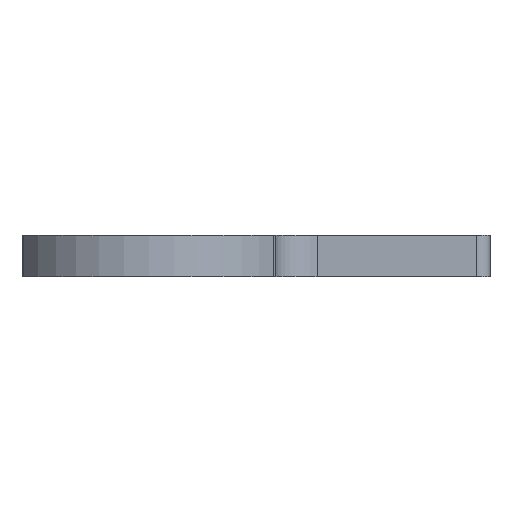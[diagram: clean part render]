
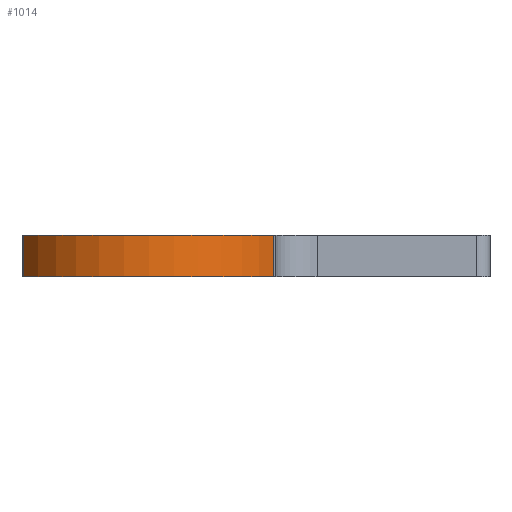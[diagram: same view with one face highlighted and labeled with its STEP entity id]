
A CAD part, left-side view. The second image highlights one B-rep face of the part: STEP entity #1014.
In plain terms, the highlighted cylindrical face has radius 10.389 mm (diameter 20.778 mm), a partial arc.
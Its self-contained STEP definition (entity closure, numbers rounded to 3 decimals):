
#36 = DIRECTION ( 'NONE',  ( 0., 0., 1. ) ) ;
#54 = DIRECTION ( 'NONE',  ( 0., 0., 1. ) ) ;
#58 = ORIENTED_EDGE ( 'NONE', *, *, #417, .T. ) ;
#95 = AXIS2_PLACEMENT_3D ( 'NONE', #241, #54, #390 ) ;
#123 = DIRECTION ( 'NONE',  ( 1., 0., 0. ) ) ;
#183 = AXIS2_PLACEMENT_3D ( 'NONE', #575, #743, #579 ) ;
#220 = CARTESIAN_POINT ( 'NONE',  ( -42.054, 20.938, 0. ) ) ;
#232 = VECTOR ( 'NONE', #347, 1000. ) ;
#241 = CARTESIAN_POINT ( 'NONE',  ( -36.86, 11.941, 3. ) ) ;
#262 = CARTESIAN_POINT ( 'NONE',  ( -42.054, 2.944, 0. ) ) ;
#276 = CARTESIAN_POINT ( 'NONE',  ( -42.054, 20.938, 0. ) ) ;
#278 = ORIENTED_EDGE ( 'NONE', *, *, #731, .F. ) ;
#279 = FACE_OUTER_BOUND ( 'NONE', #737, .T. ) ;
#291 = VECTOR ( 'NONE', #542, 1000. ) ;
#299 = VERTEX_POINT ( 'NONE', #641 ) ;
#314 = LINE ( 'NONE', #220, #291 ) ;
#339 = AXIS2_PLACEMENT_3D ( 'NONE', #688, #36, #123 ) ;
#347 = DIRECTION ( 'NONE',  ( 0., 0., 1. ) ) ;
#390 = DIRECTION ( 'NONE',  ( 1., 0., 0. ) ) ;
#410 = VERTEX_POINT ( 'NONE', #912 ) ;
#417 = EDGE_CURVE ( 'NONE', #620, #410, #729, .T. ) ;
#498 = LINE ( 'NONE', #262, #232 ) ;
#542 = DIRECTION ( 'NONE',  ( 0., 0., 1. ) ) ;
#545 = CARTESIAN_POINT ( 'NONE',  ( -42.054, 20.938, 3. ) ) ;
#575 = CARTESIAN_POINT ( 'NONE',  ( -36.86, 11.941, 0. ) ) ;
#579 = DIRECTION ( 'NONE',  ( 1., 0., 0. ) ) ;
#606 = CYLINDRICAL_SURFACE ( 'NONE', #339, 10.389 ) ;
#620 = VERTEX_POINT ( 'NONE', #276 ) ;
#641 = CARTESIAN_POINT ( 'NONE',  ( -42.054, 2.944, 3. ) ) ;
#688 = CARTESIAN_POINT ( 'NONE',  ( -36.86, 11.941, 0. ) ) ;
#697 = VERTEX_POINT ( 'NONE', #545 ) ;
#702 = ORIENTED_EDGE ( 'NONE', *, *, #940, .T. ) ;
#729 = CIRCLE ( 'NONE', #183, 10.389 ) ;
#731 = EDGE_CURVE ( 'NONE', #620, #697, #314, .T. ) ;
#737 = EDGE_LOOP ( 'NONE', ( #1000, #278, #58, #702 ) ) ;
#742 = EDGE_CURVE ( 'NONE', #697, #299, #885, .T. ) ;
#743 = DIRECTION ( 'NONE',  ( 0., 0., 1. ) ) ;
#885 = CIRCLE ( 'NONE', #95, 10.389 ) ;
#912 = CARTESIAN_POINT ( 'NONE',  ( -42.054, 2.944, 0. ) ) ;
#940 = EDGE_CURVE ( 'NONE', #410, #299, #498, .T. ) ;
#1000 = ORIENTED_EDGE ( 'NONE', *, *, #742, .F. ) ;
#1014 = ADVANCED_FACE ( 'NONE', ( #279 ), #606, .T. ) ;
